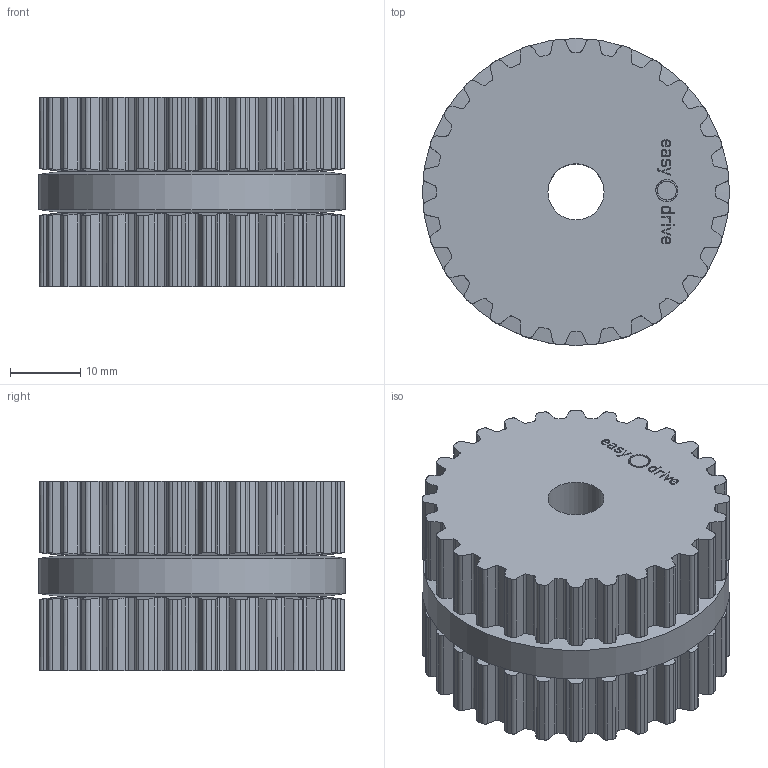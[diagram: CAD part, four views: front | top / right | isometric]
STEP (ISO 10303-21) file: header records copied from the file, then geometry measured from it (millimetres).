
FILE_DESCRIPTION(('zahnriemen24 Model'),'2;1');
FILE_NAME('zahnriemen24 Shape Model','2022-11-24T12:04:55',('Author'),( ''),'zahnriemen24 STEP processor 7.6','zahnriemen24','Unknown');
FILE_SCHEMA(('AUTOMOTIVE_DESIGN { 1 0 10303 214 1 1 1 1 }'));
Length unit declared in the file: millimetre
Products named in the file (3): zahnriemenscheibe_easydrive; Body_Rille_Mittelkranz; Easydrive
Assembly tree (3 placements, depth 2):
  zahnriemenscheibe_easydrive
    Body_Rille_Mittelkranz  x2
    Easydrive
Bounding box: 43.75 x 43.75 x 27 mm (x, y, z)
Volume: 39439.2 mm3; surface area: 14007.6 mm2
Topology: 3 solids, 3 shells, 657 faces, 2117 edges, 1484 vertices
Faces by surface type: cylinder 342, extrusion 173, plane 136, cone 6
Full cylindrical faces by diameter (mm): 8 x1, 33.75 x3, 43.75 x2
Entity records: 61896 total; most frequent: CARTESIAN_POINT 21811, DIRECTION 6375, ORIENTED_EDGE 4214, PCURVE 4214, DEFINITIONAL_REPRESENTATION 4214, VECTOR 3479, LINE 3306, EDGE_CURVE 2107
